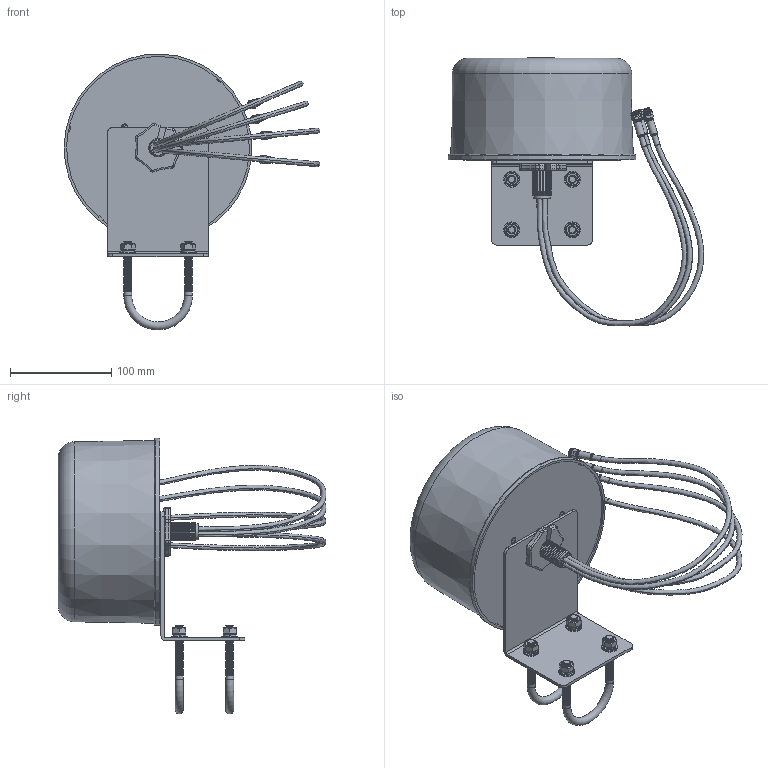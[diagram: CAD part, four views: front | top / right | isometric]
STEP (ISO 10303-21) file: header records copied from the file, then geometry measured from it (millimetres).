
FILE_DESCRIPTION (( 'STEP AP214' ), '1' );
FILE_NAME ('HG245806U-4RSP.STEP', '2018-01-17T20:00:32', ( '' ), ( '' ), 'SwSTEP 2.0', 'SolidWorks 2014', '' );
FILE_SCHEMA (( 'AUTOMOTIVE_DESIGN' ));
Length unit declared in the file: inch
Products named in the file (10): 195_12inch cable_WT; HG245806U-4xxx_Antenna; HG245806U-4RSP; .3125_LockWasher; .3125_FlatWasher; HG245806U-4RSP_HexNut; HG245806U-4RSP_Ubolt; HG245806U-4RSP_Bracket; ARSP-1700; CA-195R-MA1
Assembly tree (28 placements, depth 2):
  HG245806U-4RSP
    HG245806U-4xxx_Antenna
    195_12inch cable_WT  x4
    CA-195R-MA1  x4
    ARSP-1700  x4
    HG245806U-4RSP_Bracket
    HG245806U-4RSP_Ubolt  x2
    HG245806U-4RSP_HexNut  x4
    .3125_FlatWasher  x4
    .3125_LockWasher  x4
Bounding box: 252.92 x 265.24 x 273.08 mm (x, y, z)
Volume: 2603666.9 mm3; surface area: 207013 mm2
Topology: 28 solids, 29 shells, 1172 faces, 2476 edges, 1435 vertices
Faces by surface type: cone 590, plane 334, cylinder 153, torus 87, bspline 8
Full cylindrical faces by diameter (mm): 0.95 x4, 1.05 x4, 1.3 x4, 1.366 x4, 1.405 x4, 1.6 x4, 1.7 x4, 3.2 x4, 4.5 x4, 4.55 x4, 5.004 x4, 5.512 x4, 5.842 x4, 5.893 x4, 6 x4, 6.4 x4, 6.5 x8, 6.655 x4, 7.163 x4, 7.7 x4, 7.874 x4, 8 x4, 8.534 x4, 9 x4, 15.799 x4, 16.078 x1, 18.5 x1
Entity records: 19394 total; most frequent: CARTESIAN_POINT 3630, DIRECTION 2911, ORIENTED_EDGE 2184, AXIS2_PLACEMENT_3D 1211, EDGE_CURVE 1092, EDGE_LOOP 1026, VERTEX_POINT 840, FACE_OUTER_BOUND 692
